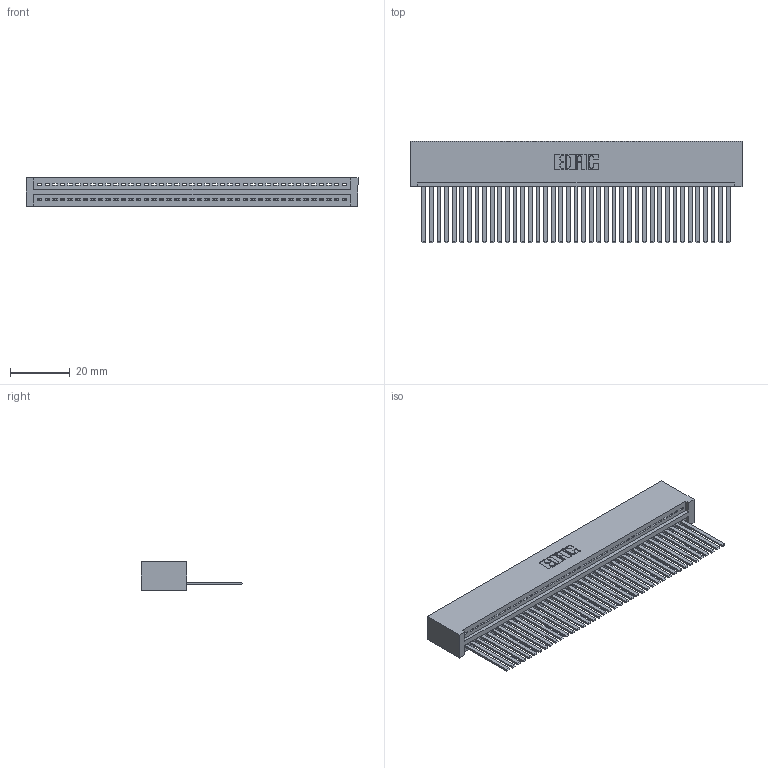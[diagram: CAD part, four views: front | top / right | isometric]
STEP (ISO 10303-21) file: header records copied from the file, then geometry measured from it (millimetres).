
FILE_DESCRIPTION (( 'STEP AP203' ), '1' );
FILE_NAME ('395-041-544-101.STEP', '2019-10-22T08:08:14', ( '' ), ( '' ), 'SwSTEP 2.0', 'SolidWorks 2016', '' );
FILE_SCHEMA (( 'CONFIG_CONTROL_DESIGN' ));
Length unit declared in the file: inch
Products named in the file (3): 345-292-001_345-293-144; 395-041-544-101; 345 Part_No Mounting Lugs
Assembly tree (42 placements, depth 2):
  395-041-544-101
    345 Part_No Mounting Lugs
    345-292-001_345-293-144  x41
Bounding box: 110.74 x 33.96 x 9.4 mm (x, y, z)
Volume: 11569.6 mm3; surface area: 16977 mm2
Topology: 42 solids, 42 shells, 2250 faces, 6795 edges, 4474 vertices
Faces by surface type: plane 1552, cylinder 698
Entity records: 30531 total; most frequent: CARTESIAN_POINT 5295, ORIENTED_EDGE 5270, DIRECTION 4617, EDGE_CURVE 2635, VECTOR 2351, LINE 2351, VERTEX_POINT 1754, AXIS2_PLACEMENT_3D 1133
